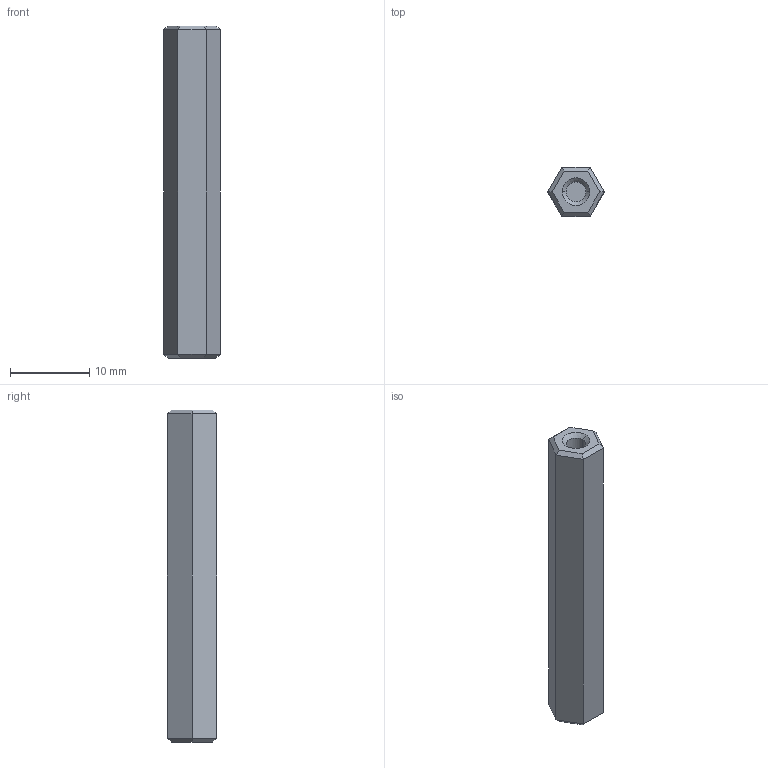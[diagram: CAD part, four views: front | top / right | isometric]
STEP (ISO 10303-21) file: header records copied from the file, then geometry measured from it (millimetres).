
FILE_DESCRIPTION (( 'STEP AP214' ), '1' );
FILE_NAME ('76180-42mm-standoff.STEP', '2021-07-06T18:21:53', ( '' ), ( '' ), 'SwSTEP 2.0', 'SolidWorks 2021', '' );
FILE_SCHEMA (( 'AUTOMOTIVE_DESIGN' ));
Length unit declared in the file: millimetre
Products named in the file (1): 76180-42mm-standoff
Bounding box: 7.16 x 6.2 x 42 mm (x, y, z)
Volume: 1273.2 mm3; surface area: 1139.9 mm2
Topology: 1 solids, 1 shells, 30 faces, 62 edges, 36 vertices
Faces by surface type: plane 22, cone 4, cylinder 4
Entity records: 804 total; most frequent: DIRECTION 136, CARTESIAN_POINT 129, ORIENTED_EDGE 124, EDGE_CURVE 62, VECTOR 50, LINE 50, AXIS2_PLACEMENT_3D 43, VERTEX_POINT 36
